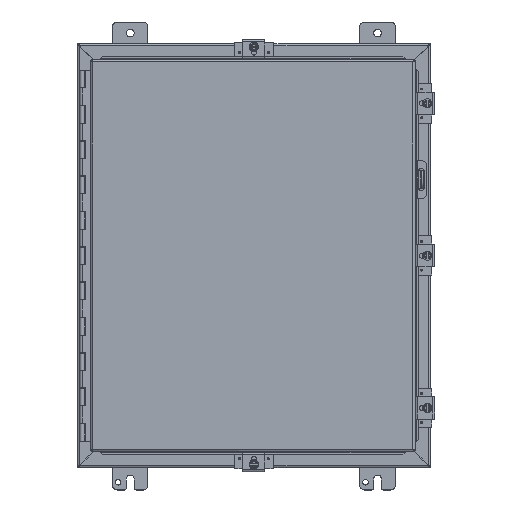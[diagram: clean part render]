
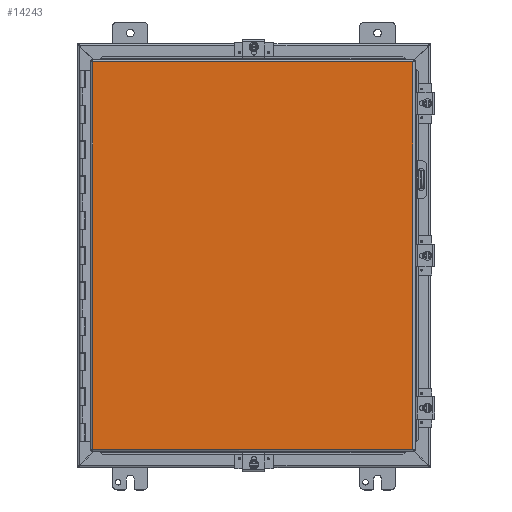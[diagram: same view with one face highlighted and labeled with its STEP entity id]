
A CAD part, top view. The second image highlights one B-rep face of the part: STEP entity #14243.
In plain terms, the highlighted face is planar.
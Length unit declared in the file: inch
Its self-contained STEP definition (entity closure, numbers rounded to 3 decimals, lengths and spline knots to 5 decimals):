
#1717=LINE('',#23555,#2998);
#1723=LINE('',#23676,#3004);
#1733=LINE('',#23829,#3014);
#1736=LINE('',#23862,#3017);
#2998=VECTOR('',#18351,0.3937);
#3004=VECTOR('',#18365,0.3937);
#3014=VECTOR('',#18387,0.3937);
#3017=VECTOR('',#18396,0.3937);
#4117=PLANE('',#15604);
#4783=FACE_OUTER_BOUND('',#5638,.T.);
#5638=EDGE_LOOP('',(#11932,#11933,#11934,#11935));
#7207=VERTEX_POINT('',#23546);
#7208=VERTEX_POINT('',#23554);
#7211=VERTEX_POINT('',#23624);
#7212=VERTEX_POINT('',#23668);
#8853=EDGE_CURVE('',#7208,#7207,#1717,.T.);
#8866=EDGE_CURVE('',#7211,#7212,#1723,.T.);
#8883=EDGE_CURVE('',#7207,#7211,#1733,.T.);
#8887=EDGE_CURVE('',#7212,#7208,#1736,.T.);
#11932=ORIENTED_EDGE('',*,*,#8883,.T.);
#11933=ORIENTED_EDGE('',*,*,#8866,.T.);
#11934=ORIENTED_EDGE('',*,*,#8887,.T.);
#11935=ORIENTED_EDGE('',*,*,#8853,.T.);
#14243=ADVANCED_FACE('',(#4783),#4117,.F.);
#15604=AXIS2_PLACEMENT_3D('',#23942,#18410,#18411);
#18351=DIRECTION('',(-1.,0.,0.));
#18365=DIRECTION('',(1.,0.,0.));
#18387=DIRECTION('',(0.,1.,0.));
#18396=DIRECTION('',(0.,-1.,0.));
#18410=DIRECTION('center_axis',(0.,0.,1.));
#18411=DIRECTION('ref_axis',(1.,0.,0.));
#23546=CARTESIAN_POINT('',(-9.066,-10.97225,0.));
#23554=CARTESIAN_POINT('',(9.066,-10.97225,0.));
#23555=CARTESIAN_POINT('',(4.533,-10.97225,0.));
#23624=CARTESIAN_POINT('',(-9.066,10.97225,0.));
#23668=CARTESIAN_POINT('',(9.066,10.97225,0.));
#23676=CARTESIAN_POINT('',(-4.59375,10.97225,0.));
#23829=CARTESIAN_POINT('',(-9.066,-5.48613,0.));
#23862=CARTESIAN_POINT('',(9.066,5.48613,0.));
#23942=CARTESIAN_POINT('Origin',(0.,0.,
0.));
